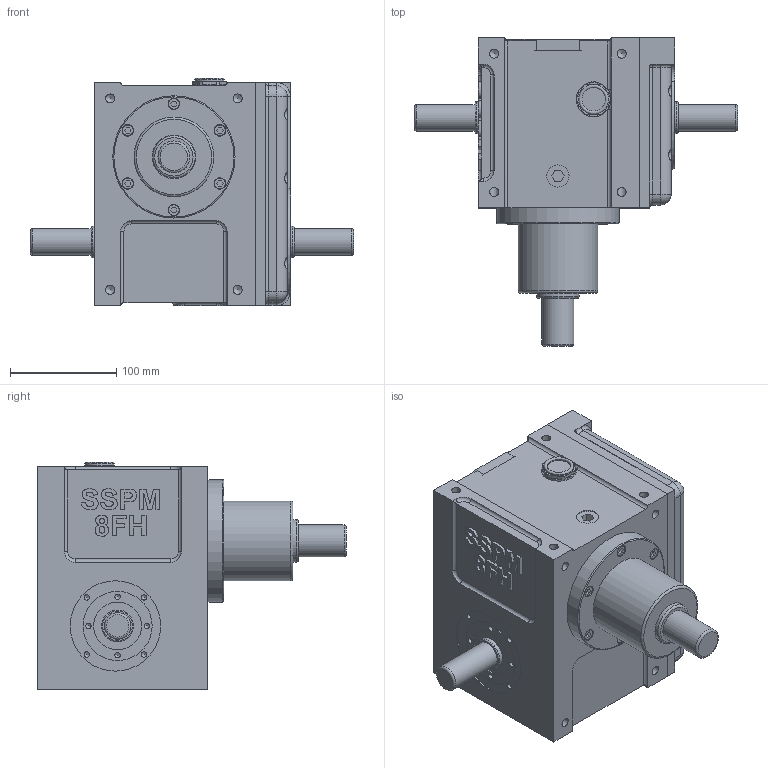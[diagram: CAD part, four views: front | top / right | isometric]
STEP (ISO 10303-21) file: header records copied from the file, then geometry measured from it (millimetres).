
FILE_DESCRIPTION(/* description */ ('Unknown'),/* implementation_level */ '2;1');
FILE_NAME(/* name */ 'FH080(標準外型-S油鏡)-2',/* time_stamp */ '2025-06-11T13:35:00+08:00',/* author */ ('Unknown'),/* organization */ ('Unknown'),/* preprocessor_version */ 'ST-DEVELOPER v19.4',/* originating_system */ 'Solid Edge',/* authorisation */ 'Unknown');
FILE_SCHEMA (('AUTOMOTIVE_DESIGN {1 0 10303 214 3 1 1}'));
Length unit declared in the file: millimetre
Products named in the file (1): FH080(ｼﾐｷﾇ･~ｫｬ-Sｪo-S豐ｹ髀｡)-2
Bounding box: 304 x 290 x 214 mm (x, y, z)
Volume: 6432625.8 mm3; surface area: 282761.9 mm2
Topology: 1 solids, 1 shells, 601 faces, 1430 edges, 930 vertices
Faces by surface type: plane 383, cylinder 147, torus 27, cone 24, bspline 16, sphere 4
Full cylindrical faces by diameter (mm): 5.1 x16, 8.5 x16, 9.5 x4, 10 x22, 11 x22, 20.9 x1, 21 x2, 22 x1, 25 x2, 28 x1, 30 x3, 32 x1, 33 x1, 40 x1, 41 x1, 45 x2, 65 x1, 67 x1, 75 x1, 85 x2, 97 x1, 115 x1, 120 x1
Entity records: 21865 total; most frequent: CARTESIAN_POINT 4526, DIRECTION 2643, ORIENTED_EDGE 2446, EDGE_CURVE 1223, AXIS2_PLACEMENT_3D 929, VERTEX_POINT 894, FACE_BOUND 881, EDGE_LOOP 857
